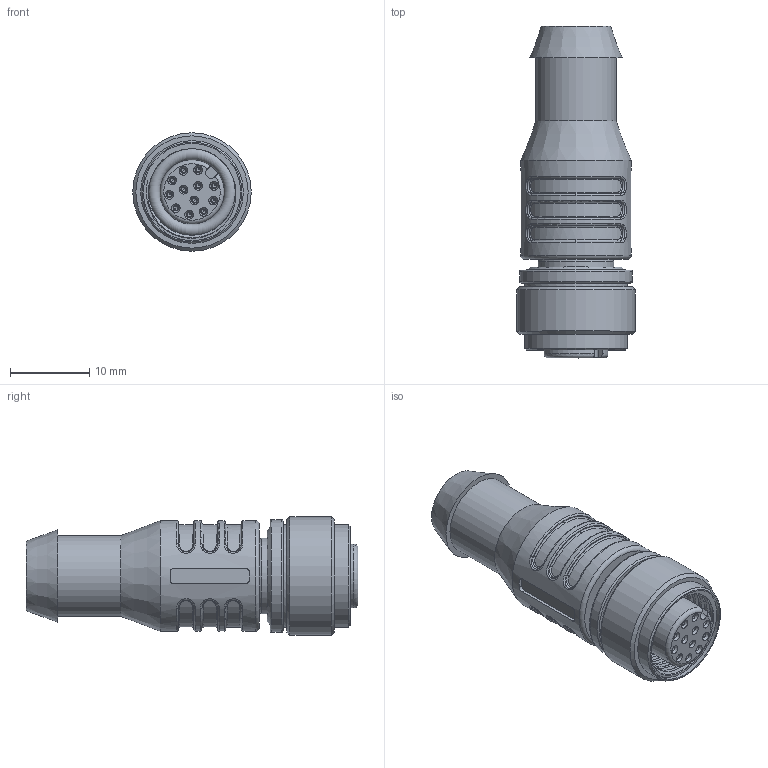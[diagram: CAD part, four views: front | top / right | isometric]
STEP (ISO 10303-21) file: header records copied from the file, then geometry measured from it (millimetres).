
FILE_DESCRIPTION(/* description */ (''),/* implementation_level */ '2;1');
FILE_NAME(/* name */ 'VK500C25.stp',/* time_stamp */ '2013-08-22T10:27:59+02:00',/* author */ ('galensa'),/* organization */ (''),/* preprocessor_version */ 'ST-DEVELOPER v15.2',/* originating_system */ 'Autodesk Inventor 2014',/* authorisation */ '');
FILE_SCHEMA (('AUTOMOTIVE_DESIGN { 1 0 10303 214 3 1 1 }'));
Length unit declared in the file: millimetre
Products named in the file (13): M12_12pol_Buchse_Stec; M12_12pol_Buchse_Loet; Mitte_M12_12pol_Buchs; Steckbuchse; Buchseneinsatz WAK12; BG Buchseneinsatz WAK; RK_T_ASI_Umspritzen; O-Ring_7_D1_5_gedehnt; Ueberwurfmutter; Rastring; BG_Ueberwurfmutter; AL_WAK12_nur_Kopf; VK500C25
Bounding box: 15 x 42 x 15 mm (x, y, z)
Volume: 4933.4 mm3; surface area: 5297.9 mm2
Topology: 41 solids, 41 shells, 890 faces, 2084 edges, 1322 vertices
Faces by surface type: cylinder 342, plane 303, bspline 125, cone 79, torus 41
Full cylindrical faces by diameter (mm): 0.6 x12, 0.7 x12, 0.925 x12, 1 x12, 1.25 x24, 1.275 x12, 1.3 x24, 1.35 x24, 1.8 x1, 8 x1, 9.6 x1, 9.8 x1, 10.2 x1, 10.95 x7, 12.3 x1, 12.5 x1, 13 x1, 13.2 x1, 14 x1, 14.25 x1, 15 x1
Entity records: 18573 total; most frequent: CARTESIAN_POINT 7604, DIRECTION 2432, ORIENTED_EDGE 2080, AXIS2_PLACEMENT_3D 1065, EDGE_CURVE 1040, VERTEX_POINT 716, CIRCLE 612, EDGE_LOOP 580
